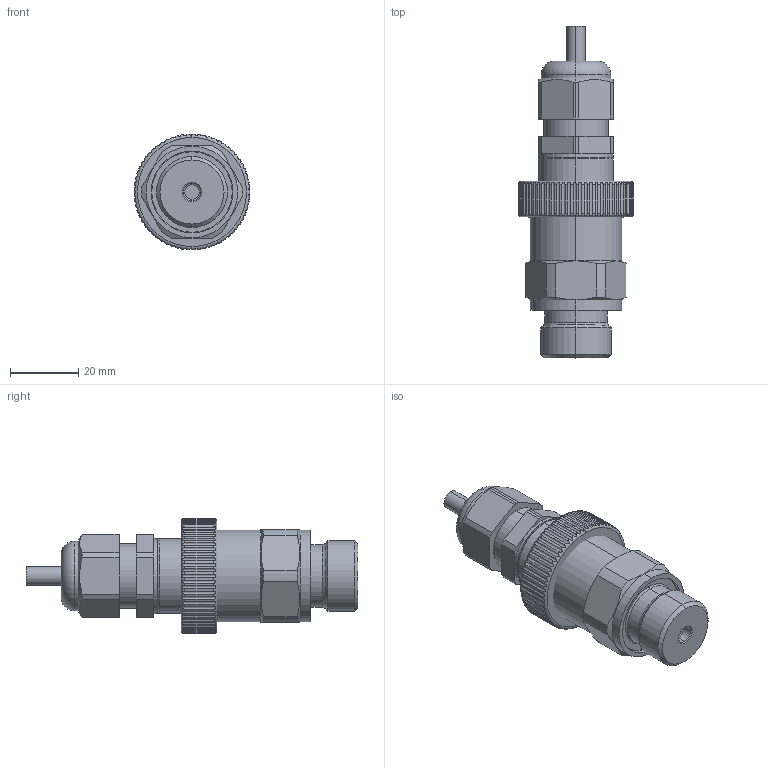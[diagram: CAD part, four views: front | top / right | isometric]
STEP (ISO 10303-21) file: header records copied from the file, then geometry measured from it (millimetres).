
FILE_DESCRIPTION (( 'STEP AP214' ), '1' );
FILE_NAME ('847X.XX.XX.41.22_68.STEP', '2017-06-26T12:24:32', ( 'upgadmin' ), ( 'Hewlett-Packard Company' ), 'SwSTEP 2.0', 'SolidWorks 2016', '' );
FILE_SCHEMA (( 'AUTOMOTIVE_DESIGN' ));
Length unit declared in the file: millimetre
Products named in the file (7): ﾜ-Mutter; C26002_defeatured; 847X.XX.XX.41.22_68; KabelBG; ﾜ-Mutter_E01220
Assembly tree (3 placements, depth 2):
  ﾜ-Mutter
  C26002_defeatured
  847X.XX.XX.41.22_68
    C26002_defeatured
    ﾜ-Mutter_E01220
    KabelBG
  KabelBG
Bounding box: 33.99 x 97.35 x 34 mm (x, y, z)
Volume: 44123.9 mm3; surface area: 12976.2 mm2
Topology: 3 solids, 3 shells, 302 faces, 813 edges, 528 vertices
Faces by surface type: cylinder 211, plane 49, cone 24, torus 18
Entity records: 11790 total; most frequent: CARTESIAN_POINT 4146, ORIENTED_EDGE 1626, DIRECTION 1523, EDGE_CURVE 813, AXIS2_PLACEMENT_3D 617, VERTEX_POINT 528, EDGE_LOOP 315, CIRCLE 308
